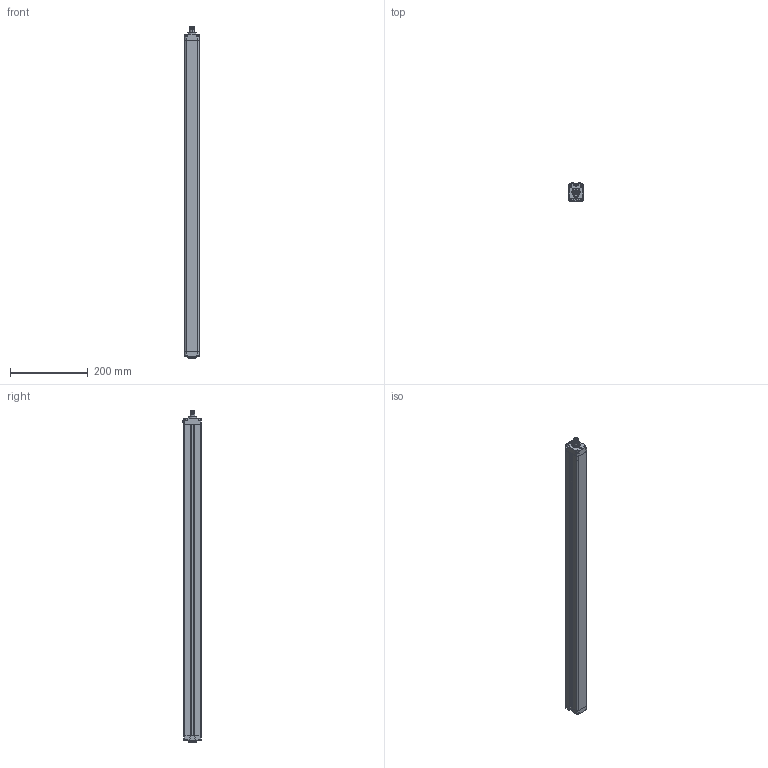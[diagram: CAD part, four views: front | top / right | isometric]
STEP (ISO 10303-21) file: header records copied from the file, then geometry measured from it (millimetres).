
FILE_DESCRIPTION((''),'2;1');
FILE_NAME('145446_SW','2011-02-28T',('banengservice'),('BANNER ENGINEERING'),'PRO/ENGINEER BY PARAMETRIC TECHNOLOGY CORPORATION, 2009141','PRO/ENGINEER BY PARAMETRIC TECHNOLOGY CORPORATION, 2009141','');
FILE_SCHEMA(('CONFIG_CONTROL_DESIGN'));
Length unit declared in the file: inch
Products named in the file (1): 145446_SW
Bounding box: 36 x 47.41 x 852.71 mm (x, y, z)
Volume: 528278.2 mm3; surface area: 314612.5 mm2
Topology: 1 solids, 2 shells, 973 faces, 2533 edges, 1581 vertices
Faces by surface type: plane 444, cylinder 403, torus 44, sphere 42, bspline 25, cone 15
Entity records: 38719 total; most frequent: CARTESIAN_POINT 14693, ORIENTED_EDGE 5018, DIRECTION 5004, EDGE_CURVE 2509, AXIS2_PLACEMENT_3D 1727, VERTEX_POINT 1581, VECTOR 1550, LINE 1550
